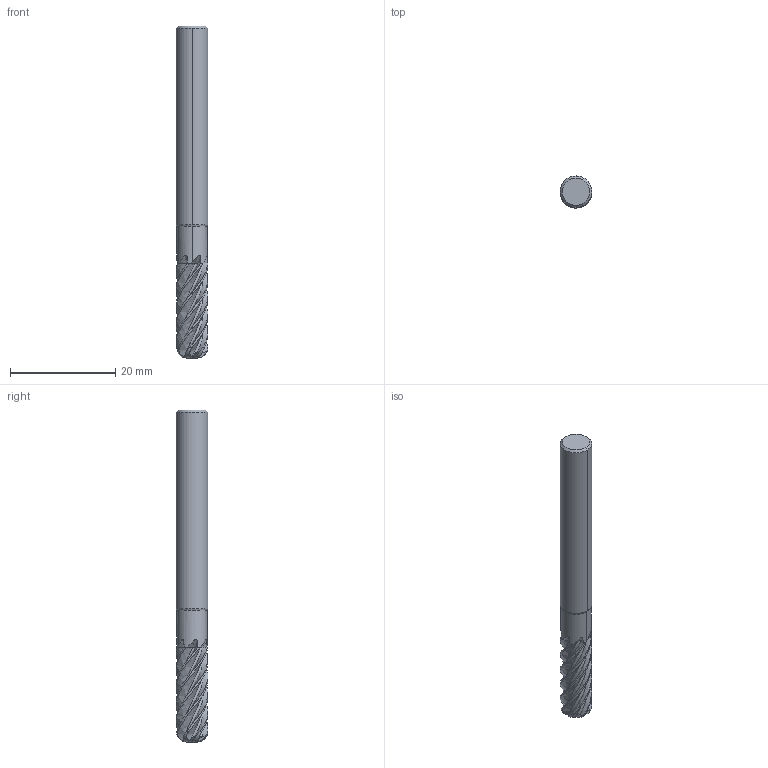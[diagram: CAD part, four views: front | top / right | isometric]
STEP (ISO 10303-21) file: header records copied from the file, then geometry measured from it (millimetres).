
FILE_DESCRIPTION(('no description'),'unknown implementation level');
FILE_NAME('EXPK1-M04-0033-6_2-Detail.stp',' ',('CIMSOURCE GmbH'),('CADClick - KiM GmbH - www.kimweb.de'),'unknown preprocess','ACIS','unknown authorization');
FILE_SCHEMA(('automotive_design'));
Length unit declared in the file: millimetre
Products named in the file (2): NOCUT; CUT
Bounding box: 6 x 6 x 63 mm (x, y, z)
Volume: 1560 mm3; surface area: 1636.1 mm2
Topology: 2 solids, 2 shells, 214 faces, 604 edges, 392 vertices
Faces by surface type: plane 93, bspline 56, cone 25, revolution 21, cylinder 10, torus 9
Entity records: 32987 total; most frequent: CARTESIAN_POINT 21335, STYLED_ITEM 1212, PRESENTATION_STYLE_ASSIGNMENT 1212, COLOUR_RGB 1212, ORIENTED_EDGE 1208, DIRECTION 782, EDGE_CURVE 604, CURVE_STYLE 604
